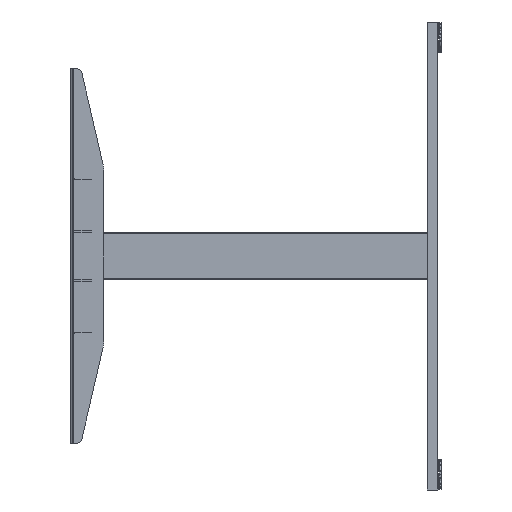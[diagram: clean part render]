
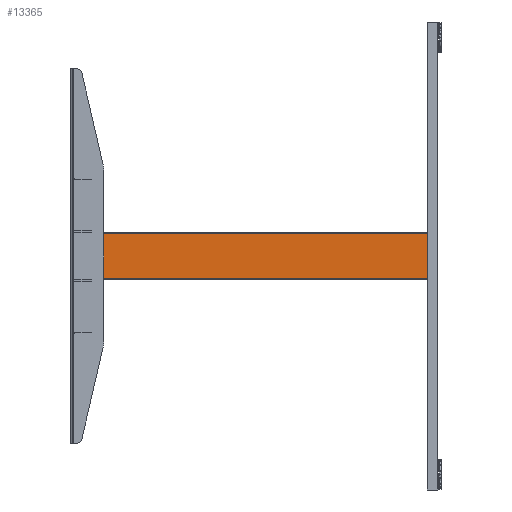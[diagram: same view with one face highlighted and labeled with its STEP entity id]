
A CAD part, left-side view. The second image highlights one B-rep face of the part: STEP entity #13365.
In plain terms, the highlighted planar face has unit normal (-1, 0, 0).
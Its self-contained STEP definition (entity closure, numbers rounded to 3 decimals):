
#696 = ORIENTED_EDGE ( 'NONE', *, *, #40431, .F. ) ;
#1112 = DIRECTION ( 'NONE',  ( 0., 1., 0. ) ) ;
#1734 = VECTOR ( 'NONE', #50092, 1000. ) ;
#1982 = VERTEX_POINT ( 'NONE', #8905 ) ;
#5646 = EDGE_LOOP ( 'NONE', ( #26568, #40648, #696, #34351 ) ) ;
#5873 = DIRECTION ( 'NONE',  ( 1., 0., 0. ) ) ;
#8517 = AXIS2_PLACEMENT_3D ( 'NONE', #28215, #5873, #14972 ) ;
#8905 = CARTESIAN_POINT ( 'NONE',  ( -1041., 664., -42.5 ) ) ;
#10729 = CARTESIAN_POINT ( 'NONE',  ( -1041., 27., -42.5 ) ) ;
#11144 = VECTOR ( 'NONE', #1112, 1000. ) ;
#11605 = VERTEX_POINT ( 'NONE', #51088 ) ;
#12450 = LINE ( 'NONE', #30684, #13850 ) ;
#12648 = CARTESIAN_POINT ( 'NONE',  ( -1041., 664., 42.5 ) ) ;
#13348 = VECTOR ( 'NONE', #38668, 1000. ) ;
#13365 = ADVANCED_FACE ( 'NONE', ( #31832 ), #14569, .F. ) ;
#13824 = CARTESIAN_POINT ( 'NONE',  ( -1041., 27., -42.5 ) ) ;
#13850 = VECTOR ( 'NONE', #35128, 1000. ) ;
#14569 = PLANE ( 'NONE',  #8517 ) ;
#14972 = DIRECTION ( 'NONE',  ( 0., 0., -1. ) ) ;
#16569 = CARTESIAN_POINT ( 'NONE',  ( -1041., 27., 42.5 ) ) ;
#23155 = LINE ( 'NONE', #10729, #1734 ) ;
#23732 = VERTEX_POINT ( 'NONE', #13824 ) ;
#26019 = EDGE_CURVE ( 'NONE', #23732, #1982, #31097, .T. ) ;
#26568 = ORIENTED_EDGE ( 'NONE', *, *, #49558, .T. ) ;
#28215 = CARTESIAN_POINT ( 'NONE',  ( -1041., 27., -42.5 ) ) ;
#30684 = CARTESIAN_POINT ( 'NONE',  ( -1041., 664., -42.5 ) ) ;
#31097 = LINE ( 'NONE', #45545, #11144 ) ;
#31832 = FACE_OUTER_BOUND ( 'NONE', #5646, .T. ) ;
#34351 = ORIENTED_EDGE ( 'NONE', *, *, #56385, .T. ) ;
#35128 = DIRECTION ( 'NONE',  ( 0., 0., -1. ) ) ;
#38668 = DIRECTION ( 'NONE',  ( 0., 1., 0. ) ) ;
#40431 = EDGE_CURVE ( 'NONE', #11605, #23732, #23155, .T. ) ;
#40648 = ORIENTED_EDGE ( 'NONE', *, *, #26019, .F. ) ;
#45545 = CARTESIAN_POINT ( 'NONE',  ( -1041., 27., -42.5 ) ) ;
#49558 = EDGE_CURVE ( 'NONE', #53639, #1982, #12450, .T. ) ;
#49926 = LINE ( 'NONE', #16569, #13348 ) ;
#50092 = DIRECTION ( 'NONE',  ( 0., 0., -1. ) ) ;
#51088 = CARTESIAN_POINT ( 'NONE',  ( -1041., 27., 42.5 ) ) ;
#53639 = VERTEX_POINT ( 'NONE', #12648 ) ;
#56385 = EDGE_CURVE ( 'NONE', #11605, #53639, #49926, .T. ) ;
